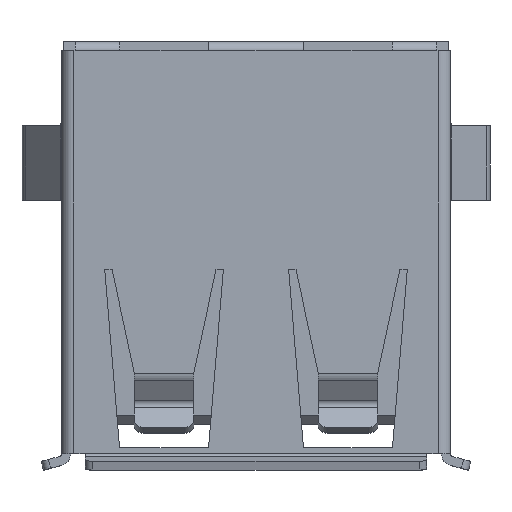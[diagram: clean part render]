
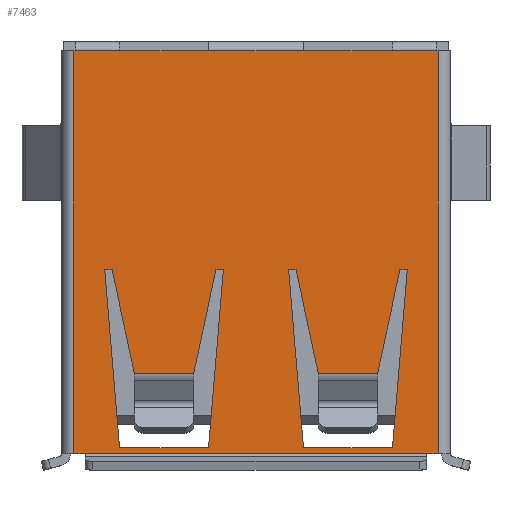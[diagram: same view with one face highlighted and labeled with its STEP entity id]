
A CAD part, top view. The second image highlights one B-rep face of the part: STEP entity #7463.
In plain terms, the highlighted planar face has unit normal (0, 0, 1).
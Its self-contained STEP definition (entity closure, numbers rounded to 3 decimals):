
#28=FACE_BOUND('',#1116,.T.);
#29=FACE_BOUND('',#1117,.T.);
#353=PLANE('',#8102);
#726=FACE_OUTER_BOUND('',#1115,.T.);
#1115=EDGE_LOOP('',(#6811,#6812,#6813,#6814,#6815,#6816,#6817,#6818,#6819,
#6820,#6821,#6822));
#1116=EDGE_LOOP('',(#6823,#6824,#6825,#6826,#6827,#6828,#6829,#6830,#6831,
#6832));
#1117=EDGE_LOOP('',(#6833,#6834,#6835,#6836,#6837,#6838,#6839,#6840,#6841,
#6842));
#1210=LINE('',#10396,#2013);
#1221=LINE('',#10423,#2024);
#1247=LINE('',#10478,#2050);
#1249=LINE('',#10481,#2052);
#1250=LINE('',#10483,#2053);
#1260=LINE('',#10504,#2063);
#1265=LINE('',#10517,#2068);
#1545=LINE('',#11532,#2348);
#1564=LINE('',#11582,#2367);
#1567=LINE('',#11592,#2370);
#1571=LINE('',#11599,#2374);
#1574=LINE('',#11605,#2377);
#1576=LINE('',#11608,#2379);
#1579=LINE('',#11614,#2382);
#1581=LINE('',#11617,#2384);
#1584=LINE('',#11633,#2387);
#1610=LINE('',#11716,#2413);
#1613=LINE('',#11724,#2416);
#1616=LINE('',#11730,#2419);
#1619=LINE('',#11736,#2422);
#1622=LINE('',#11742,#2425);
#1625=LINE('',#11746,#2428);
#1627=LINE('',#11749,#2430);
#1909=LINE('',#12472,#2712);
#1914=LINE('',#12489,#2717);
#1921=LINE('',#12515,#2724);
#1923=LINE('',#12521,#2726);
#1924=LINE('',#12523,#2727);
#2013=VECTOR('',#8301,10.);
#2024=VECTOR('',#8328,10.);
#2050=VECTOR('',#8376,10.);
#2052=VECTOR('',#8380,10.);
#2053=VECTOR('',#8383,10.);
#2063=VECTOR('',#8403,10.);
#2068=VECTOR('',#8414,10.);
#2348=VECTOR('',#9220,10.);
#2367=VECTOR('',#9275,10.);
#2370=VECTOR('',#9284,10.);
#2374=VECTOR('',#9290,10.);
#2377=VECTOR('',#9295,10.);
#2379=VECTOR('',#9299,10.);
#2382=VECTOR('',#9304,10.);
#2384=VECTOR('',#9308,10.);
#2387=VECTOR('',#9323,10.);
#2413=VECTOR('',#9409,10.);
#2416=VECTOR('',#9414,10.);
#2419=VECTOR('',#9419,10.);
#2422=VECTOR('',#9424,10.);
#2425=VECTOR('',#9429,10.);
#2428=VECTOR('',#9434,10.);
#2430=VECTOR('',#9438,10.);
#2712=VECTOR('',#10090,10.);
#2717=VECTOR('',#10113,10.);
#2724=VECTOR('',#10152,10.);
#2726=VECTOR('',#10162,10.);
#2727=VECTOR('',#10165,10.);
#2844=CIRCLE('',#7806,0.3);
#2849=CIRCLE('',#7817,0.3);
#2859=CIRCLE('',#7849,0.3);
#2862=CIRCLE('',#7854,0.3);
#3023=VERTEX_POINT('',#10393);
#3024=VERTEX_POINT('',#10395);
#3029=VERTEX_POINT('',#10414);
#3032=VERTEX_POINT('',#10422);
#3035=VERTEX_POINT('',#10435);
#3048=VERTEX_POINT('',#10465);
#3056=VERTEX_POINT('',#10503);
#3061=VERTEX_POINT('',#10515);
#3327=VERTEX_POINT('',#11490);
#3328=VERTEX_POINT('',#11492);
#3342=VERTEX_POINT('',#11523);
#3343=VERTEX_POINT('',#11525);
#3345=VERTEX_POINT('',#11531);
#3361=VERTEX_POINT('',#11589);
#3362=VERTEX_POINT('',#11591);
#3364=VERTEX_POINT('',#11597);
#3366=VERTEX_POINT('',#11603);
#3368=VERTEX_POINT('',#11612);
#3372=VERTEX_POINT('',#11624);
#3373=VERTEX_POINT('',#11626);
#3375=VERTEX_POINT('',#11632);
#3379=VERTEX_POINT('',#11641);
#3380=VERTEX_POINT('',#11643);
#3405=VERTEX_POINT('',#11721);
#3406=VERTEX_POINT('',#11723);
#3408=VERTEX_POINT('',#11729);
#3410=VERTEX_POINT('',#11735);
#3412=VERTEX_POINT('',#11741);
#3625=VERTEX_POINT('',#12440);
#3631=VERTEX_POINT('',#12469);
#3632=VERTEX_POINT('',#12471);
#3635=VERTEX_POINT('',#12487);
#3748=EDGE_CURVE('',#3023,#3024,#1210,.T.);
#3762=EDGE_CURVE('',#3029,#3032,#1221,.T.);
#3791=EDGE_CURVE('',#3048,#3029,#1247,.T.);
#3793=EDGE_CURVE('',#3032,#3023,#1249,.T.);
#3794=EDGE_CURVE('',#3024,#3035,#1250,.T.);
#3805=EDGE_CURVE('',#3035,#3056,#1260,.T.);
#3812=EDGE_CURVE('',#3061,#3048,#1265,.T.);
#4218=EDGE_CURVE('',#3327,#3328,#2844,.T.);
#4234=EDGE_CURVE('',#3343,#3342,#2849,.F.);
#4237=EDGE_CURVE('',#3345,#3343,#1545,.T.);
#4263=EDGE_CURVE('',#3342,#3328,#1564,.T.);
#4267=EDGE_CURVE('',#3362,#3361,#1567,.T.);
#4271=EDGE_CURVE('',#3361,#3364,#1571,.T.);
#4274=EDGE_CURVE('',#3364,#3366,#1574,.T.);
#4276=EDGE_CURVE('',#3366,#3345,#1576,.T.);
#4279=EDGE_CURVE('',#3327,#3368,#1579,.T.);
#4281=EDGE_CURVE('',#3368,#3362,#1581,.T.);
#4285=EDGE_CURVE('',#3373,#3372,#2859,.F.);
#4288=EDGE_CURVE('',#3375,#3373,#1584,.T.);
#4293=EDGE_CURVE('',#3379,#3380,#2862,.T.);
#4330=EDGE_CURVE('',#3380,#3372,#1610,.F.);
#4333=EDGE_CURVE('',#3406,#3405,#1613,.T.);
#4336=EDGE_CURVE('',#3408,#3406,#1616,.T.);
#4339=EDGE_CURVE('',#3410,#3408,#1619,.T.);
#4342=EDGE_CURVE('',#3412,#3410,#1622,.T.);
#4345=EDGE_CURVE('',#3379,#3412,#1625,.T.);
#4347=EDGE_CURVE('',#3405,#3375,#1627,.T.);
#4693=EDGE_CURVE('',#3632,#3631,#1909,.T.);
#4701=EDGE_CURVE('',#3625,#3635,#1914,.T.);
#4715=EDGE_CURVE('',#3631,#3625,#1921,.T.);
#4717=EDGE_CURVE('',#3635,#3056,#1923,.T.);
#4718=EDGE_CURVE('',#3632,#3061,#1924,.T.);
#6811=ORIENTED_EDGE('',*,*,#4693,.T.);
#6812=ORIENTED_EDGE('',*,*,#4715,.T.);
#6813=ORIENTED_EDGE('',*,*,#4701,.T.);
#6814=ORIENTED_EDGE('',*,*,#4717,.T.);
#6815=ORIENTED_EDGE('',*,*,#3805,.F.);
#6816=ORIENTED_EDGE('',*,*,#3794,.F.);
#6817=ORIENTED_EDGE('',*,*,#3748,.F.);
#6818=ORIENTED_EDGE('',*,*,#3793,.F.);
#6819=ORIENTED_EDGE('',*,*,#3762,.F.);
#6820=ORIENTED_EDGE('',*,*,#3791,.F.);
#6821=ORIENTED_EDGE('',*,*,#3812,.F.);
#6822=ORIENTED_EDGE('',*,*,#4718,.F.);
#6823=ORIENTED_EDGE('',*,*,#4267,.T.);
#6824=ORIENTED_EDGE('',*,*,#4271,.T.);
#6825=ORIENTED_EDGE('',*,*,#4274,.T.);
#6826=ORIENTED_EDGE('',*,*,#4276,.T.);
#6827=ORIENTED_EDGE('',*,*,#4237,.T.);
#6828=ORIENTED_EDGE('',*,*,#4234,.T.);
#6829=ORIENTED_EDGE('',*,*,#4263,.T.);
#6830=ORIENTED_EDGE('',*,*,#4218,.F.);
#6831=ORIENTED_EDGE('',*,*,#4279,.T.);
#6832=ORIENTED_EDGE('',*,*,#4281,.T.);
#6833=ORIENTED_EDGE('',*,*,#4333,.T.);
#6834=ORIENTED_EDGE('',*,*,#4347,.T.);
#6835=ORIENTED_EDGE('',*,*,#4288,.T.);
#6836=ORIENTED_EDGE('',*,*,#4285,.T.);
#6837=ORIENTED_EDGE('',*,*,#4330,.F.);
#6838=ORIENTED_EDGE('',*,*,#4293,.F.);
#6839=ORIENTED_EDGE('',*,*,#4345,.T.);
#6840=ORIENTED_EDGE('',*,*,#4342,.T.);
#6841=ORIENTED_EDGE('',*,*,#4339,.T.);
#6842=ORIENTED_EDGE('',*,*,#4336,.T.);
#7463=ADVANCED_FACE('',(#726,#28,#29),#353,.T.);
#7806=AXIS2_PLACEMENT_3D('',#11493,#9184,#9185);
#7817=AXIS2_PLACEMENT_3D('',#11526,#9213,#9214);
#7849=AXIS2_PLACEMENT_3D('',#11627,#9316,#9317);
#7854=AXIS2_PLACEMENT_3D('',#11644,#9331,#9332);
#8102=AXIS2_PLACEMENT_3D('',#12522,#10163,#10164);
#8301=DIRECTION('',(1.,0.,0.));
#8328=DIRECTION('',(1.,0.,0.));
#8376=DIRECTION('',(1.,0.,0.));
#8380=DIRECTION('',(1.,0.,0.));
#8383=DIRECTION('',(1.,0.,0.));
#8403=DIRECTION('',(1.,0.,0.));
#8414=DIRECTION('',(1.,0.,0.));
#9184=DIRECTION('center_axis',(0.,0.,1.));
#9185=DIRECTION('ref_axis',(-0.994,0.105,0.));
#9213=DIRECTION('center_axis',(0.,0.,1.));
#9214=DIRECTION('ref_axis',(0.994,0.105,0.));
#9220=DIRECTION('',(0.21,-0.978,0.));
#9275=DIRECTION('',(1.,0.,0.));
#9284=DIRECTION('',(-0.083,-0.997,0.));
#9290=DIRECTION('',(-1.,0.,0.));
#9295=DIRECTION('',(-0.083,0.997,0.));
#9299=DIRECTION('',(1.,0.,0.));
#9304=DIRECTION('',(0.21,0.978,0.));
#9308=DIRECTION('',(1.,0.,0.));
#9316=DIRECTION('center_axis',(0.,0.,1.));
#9317=DIRECTION('ref_axis',(0.994,0.105,0.));
#9323=DIRECTION('',(0.21,-0.978,0.));
#9331=DIRECTION('center_axis',(0.,0.,1.));
#9332=DIRECTION('ref_axis',(-0.994,0.105,0.));
#9409=DIRECTION('',(1.,0.,0.));
#9414=DIRECTION('',(-0.083,0.997,0.));
#9419=DIRECTION('',(-1.,0.,0.));
#9424=DIRECTION('',(-0.083,-0.997,0.));
#9429=DIRECTION('',(1.,0.,0.));
#9434=DIRECTION('',(0.21,0.978,0.));
#9438=DIRECTION('',(1.,0.,0.));
#10090=DIRECTION('',(1.,0.,0.));
#10113=DIRECTION('',(1.,0.,0.));
#10152=DIRECTION('',(1.,0.,0.));
#10162=DIRECTION('',(0.,1.,0.));
#10163=DIRECTION('center_axis',(0.,0.,1.));
#10164=DIRECTION('ref_axis',(1.,0.,0.));
#10165=DIRECTION('',(0.,1.,0.));
#10393=CARTESIAN_POINT('',(1.6,13.585,2.87));
#10395=CARTESIAN_POINT('',(4.6,13.585,2.87));
#10396=CARTESIAN_POINT('',(-6.15,13.585,2.87));
#10414=CARTESIAN_POINT('',(-4.6,13.585,2.87));
#10422=CARTESIAN_POINT('',(-1.6,13.585,2.87));
#10423=CARTESIAN_POINT('',(-6.15,13.585,2.87));
#10435=CARTESIAN_POINT('',(6.1,13.585,2.87));
#10465=CARTESIAN_POINT('',(-6.1,13.585,2.87));
#10478=CARTESIAN_POINT('',(-6.15,13.585,2.87));
#10481=CARTESIAN_POINT('',(-6.15,13.585,2.87));
#10483=CARTESIAN_POINT('',(-6.15,13.585,2.87));
#10503=CARTESIAN_POINT('',(6.15,13.585,2.87));
#10504=CARTESIAN_POINT('',(-6.15,13.585,2.87));
#10515=CARTESIAN_POINT('',(-6.15,13.585,2.87));
#10517=CARTESIAN_POINT('',(-6.15,13.585,2.87));
#11490=CARTESIAN_POINT('',(4.107,2.731,2.87));
#11492=CARTESIAN_POINT('',(4.102,2.7,2.87));
#11493=CARTESIAN_POINT('Origin',(4.4,2.668,2.87));
#11523=CARTESIAN_POINT('',(2.098,2.7,2.87));
#11525=CARTESIAN_POINT('',(2.093,2.731,2.87));
#11526=CARTESIAN_POINT('Origin',(1.8,2.668,2.87));
#11531=CARTESIAN_POINT('',(1.35,6.2,2.87));
#11532=CARTESIAN_POINT('',(2.195,2.254,2.87));
#11582=CARTESIAN_POINT('',(-1.025,2.7,2.87));
#11589=CARTESIAN_POINT('',(4.6,0.2,2.87));
#11591=CARTESIAN_POINT('',(5.1,6.2,2.87));
#11592=CARTESIAN_POINT('',(4.555,-0.344,2.87));
#11597=CARTESIAN_POINT('',(1.6,0.2,2.87));
#11599=CARTESIAN_POINT('',(-1.525,0.2,2.87));
#11603=CARTESIAN_POINT('',(1.1,6.2,2.87));
#11605=CARTESIAN_POINT('',(1.332,3.421,2.87));
#11608=CARTESIAN_POINT('',(-2.4,6.2,2.87));
#11612=CARTESIAN_POINT('',(4.85,6.2,2.87));
#11614=CARTESIAN_POINT('',(3.973,2.109,2.87));
#11617=CARTESIAN_POINT('',(-0.525,6.2,2.87));
#11624=CARTESIAN_POINT('',(-4.102,2.7,2.87));
#11626=CARTESIAN_POINT('',(-4.107,2.731,2.87));
#11627=CARTESIAN_POINT('Origin',(-4.4,2.668,2.87));
#11632=CARTESIAN_POINT('',(-4.85,6.2,2.87));
#11633=CARTESIAN_POINT('',(-4.243,3.369,2.87));
#11641=CARTESIAN_POINT('',(-2.093,2.731,2.87));
#11643=CARTESIAN_POINT('',(-2.098,2.7,2.87));
#11644=CARTESIAN_POINT('Origin',(-1.8,2.668,2.87));
#11716=CARTESIAN_POINT('',(-3.1,2.7,2.87));
#11721=CARTESIAN_POINT('',(-5.1,6.2,2.87));
#11723=CARTESIAN_POINT('',(-4.6,0.2,2.87));
#11724=CARTESIAN_POINT('',(-4.597,0.165,2.87));
#11729=CARTESIAN_POINT('',(-1.6,0.2,2.87));
#11730=CARTESIAN_POINT('',(-4.625,0.2,2.87));
#11735=CARTESIAN_POINT('',(-1.1,6.2,2.87));
#11736=CARTESIAN_POINT('',(-1.374,2.912,2.87));
#11741=CARTESIAN_POINT('',(-1.35,6.2,2.87));
#11742=CARTESIAN_POINT('',(-3.75,6.2,2.87));
#11746=CARTESIAN_POINT('',(-2.465,0.994,2.87));
#11749=CARTESIAN_POINT('',(-5.625,6.2,2.87));
#12440=CARTESIAN_POINT('',(5.75,0.,2.87));
#12469=CARTESIAN_POINT('',(-5.75,0.,2.87));
#12471=CARTESIAN_POINT('',(-6.15,0.,2.87));
#12472=CARTESIAN_POINT('',(-6.15,0.,2.87));
#12487=CARTESIAN_POINT('',(6.15,0.,2.87));
#12489=CARTESIAN_POINT('',(-6.15,0.,2.87));
#12515=CARTESIAN_POINT('',(-6.15,0.,2.87));
#12521=CARTESIAN_POINT('',(6.15,0.,2.87));
#12522=CARTESIAN_POINT('Origin',(-6.15,0.,2.87));
#12523=CARTESIAN_POINT('',(-6.15,0.,2.87));
